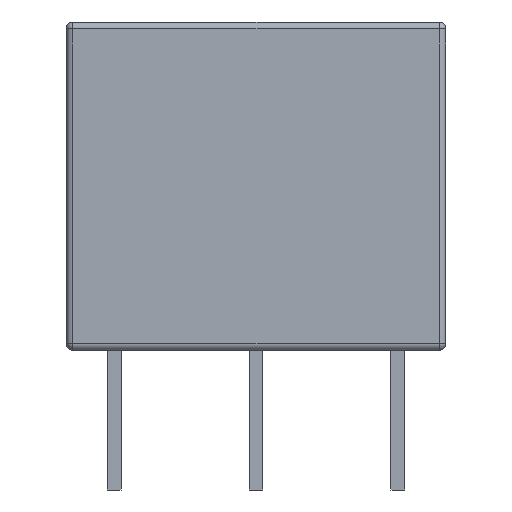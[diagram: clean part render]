
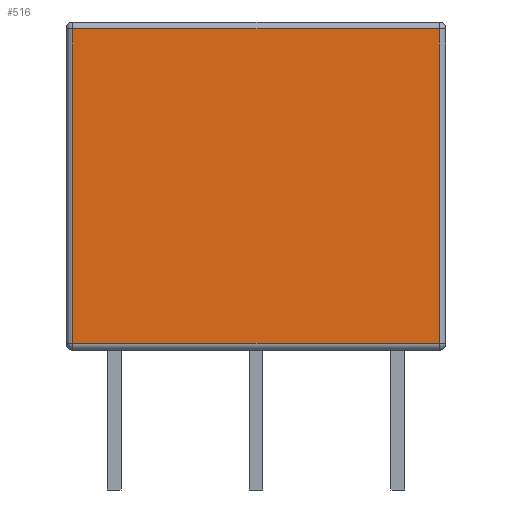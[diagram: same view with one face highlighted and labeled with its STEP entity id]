
A CAD part, left-side view. The second image highlights one B-rep face of the part: STEP entity #516.
In plain terms, the highlighted planar face has unit normal (-1, 0, 0).
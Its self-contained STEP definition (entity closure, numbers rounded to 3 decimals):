
#516=ADVANCED_FACE('',(#1193),#1194,.F.);
#1193=FACE_OUTER_BOUND('',#2102,.T.);
#1194=PLANE('',#2103);
#2102=EDGE_LOOP('',(#4844,#4845,#4846,#4847));
#2103=AXIS2_PLACEMENT_3D('',#4848,#4849,#4850);
#4844=ORIENTED_EDGE('',*,*,#9053,.T.);
#4845=ORIENTED_EDGE('',*,*,#9054,.T.);
#4846=ORIENTED_EDGE('',*,*,#9055,.T.);
#4847=ORIENTED_EDGE('',*,*,#9056,.T.);
#4848=CARTESIAN_POINT('',(-26.2,13.6,11.75));
#4849=DIRECTION('',(1.0,0.0,0.0));
#4850=DIRECTION('',(0.0,1.0,-0.0));
#9053=EDGE_CURVE('',#10264,#9633,#10406,.F.);
#9054=EDGE_CURVE('',#9633,#10407,#10408,.T.);
#9055=EDGE_CURVE('',#10407,#10409,#10410,.T.);
#9056=EDGE_CURVE('',#10409,#10264,#10411,.F.);
#9633=VERTEX_POINT('',#11574);
#10264=VERTEX_POINT('',#15090);
#10406=LINE('',#15669,#15670);
#10407=VERTEX_POINT('',#15671);
#10408=LINE('',#15672,#15673);
#10409=VERTEX_POINT('',#15674);
#10410=LINE('',#15675,#15676);
#10411=LINE('',#15677,#15678);
#11574=CARTESIAN_POINT('',(-26.2,13.1,11.25));
#15090=CARTESIAN_POINT('',(-26.2,-13.1,11.25));
#15669=CARTESIAN_POINT('',(-26.2,13.6,11.25));
#15670=VECTOR('',#20215,1000.0);
#15671=CARTESIAN_POINT('',(-26.2,13.1,-11.25));
#15672=CARTESIAN_POINT('',(-26.2,13.1,11.75));
#15673=VECTOR('',#20216,1000.0);
#15674=CARTESIAN_POINT('',(-26.2,-13.1,-11.25));
#15675=CARTESIAN_POINT('',(-26.2,13.6,-11.25));
#15676=VECTOR('',#20217,1000.0);
#15677=CARTESIAN_POINT('',(-26.2,-13.1,11.75));
#15678=VECTOR('',#20218,1000.0);
#20215=DIRECTION('',(0.0,-1.0,0.0));
#20216=DIRECTION('',(0.0,0.0,-1.0));
#20217=DIRECTION('',(0.0,-1.0,0.0));
#20218=DIRECTION('',(0.0,0.0,-1.0));
